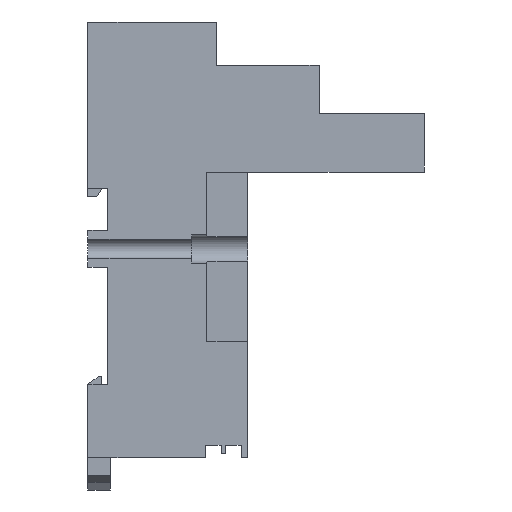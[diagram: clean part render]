
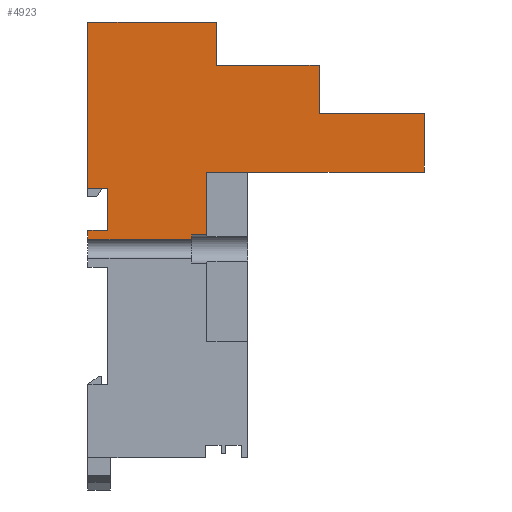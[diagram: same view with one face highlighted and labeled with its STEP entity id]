
A CAD part, left-side view. The second image highlights one B-rep face of the part: STEP entity #4923.
In plain terms, the highlighted planar face has unit normal (-1, 0, 0).
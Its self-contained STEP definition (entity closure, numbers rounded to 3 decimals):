
#2446=CARTESIAN_POINT('POINT159',(-13.462,-3.556,3.353))
   ;
#2447=VERTEX_POINT('VERTEX159',#2446);
#2454=CARTESIAN_POINT('POINT160',(-13.462,-3.556,10.998)
   );
#2455=VERTEX_POINT('VERTEX160',#2454);
#2456=CARTESIAN_POINT('POS283',(-13.462,-3.556,4.413));
#2457=DIRECTION('DIR374',(0.,0.,-1.));
#2458=VECTOR('VEC192',#2457,25.4);
#2459=LINE('STRAIGHT192',#2456,#2458);
#2460=EDGE_CURVE('EDGE236',#2455,#2447,#2459,.T.);
#2494=CARTESIAN_POINT('POINT162',(-13.462,0.,
   10.998));
#2495=VERTEX_POINT('VERTEX162',#2494);
#2496=CARTESIAN_POINT('POS288',(-13.462,-6.718,10.998))
   ;
#2497=DIRECTION('DIR380',(0.,-1.,
   0.));
#2498=VECTOR('VEC196',#2497,25.4);
#2499=LINE('STRAIGHT196',#2496,#2498);
#2500=EDGE_CURVE('EDGE240',#2495,#2455,#2499,.T.);
#2517=CARTESIAN_POINT('POINT163',(-13.462,0.,
   41.148));
#2518=VERTEX_POINT('VERTEX163',#2517);
#2519=CARTESIAN_POINT('POS290',(-13.462,0.,
   1.651));
#2520=DIRECTION('DIR383',(0.,0.,
   1.));
#2521=VECTOR('VEC197',#2520,25.4);
#2522=LINE('STRAIGHT197',#2519,#2521);
#2523=EDGE_CURVE('EDGE242',#2495,#2518,#2522,.T.);
#2568=CARTESIAN_POINT('POINT166',(-13.462,-23.317,41.148
   ));
#2569=VERTEX_POINT('VERTEX166',#2568);
#2570=CARTESIAN_POINT('POS296',(-13.462,0.,
   41.148));
#2571=DIRECTION('DIR390',(0.,-1.,
   0.));
#2572=VECTOR('VEC202',#2571,25.4);
#2573=LINE('STRAIGHT202',#2570,#2572);
#2574=EDGE_CURVE('EDGE248',#2518,#2569,#2573,.T.);
#2600=CARTESIAN_POINT('POINT167',(-13.462,-23.317,
   33.299));
#2601=VERTEX_POINT('VERTEX167',#2600);
#2602=CARTESIAN_POINT('POS298',(-13.462,-23.317,41.148))
   ;
#2603=DIRECTION('DIR393',(0.,0.,
   -1.));
#2604=VECTOR('VEC203',#2603,25.4);
#2605=LINE('STRAIGHT203',#2602,#2604);
#2606=EDGE_CURVE('EDGE250',#2569,#2601,#2605,.T.);
#2658=CARTESIAN_POINT('POINT170',(-13.462,-41.91,33.299)
   );
#2659=VERTEX_POINT('VERTEX170',#2658);
#2660=CARTESIAN_POINT('POS304',(-13.462,0.,
   33.299));
#2661=DIRECTION('DIR400',(0.,-1.,
   0.));
#2662=VECTOR('VEC208',#2661,25.4);
#2663=LINE('STRAIGHT208',#2660,#2662);
#2664=EDGE_CURVE('EDGE256',#2601,#2659,#2663,.T.);
#2686=CARTESIAN_POINT('POINT171',(-13.462,-41.91,24.587)
   );
#2687=VERTEX_POINT('VERTEX171',#2686);
#2688=CARTESIAN_POINT('POS306',(-13.462,-41.91,33.299));
#2689=DIRECTION('DIR403',(0.,0.,
   -1.));
#2690=VECTOR('VEC209',#2689,25.4);
#2691=LINE('STRAIGHT209',#2688,#2690);
#2692=EDGE_CURVE('EDGE258',#2659,#2687,#2691,.T.);
#2874=CARTESIAN_POINT('POINT182',(-13.462,-60.96,24.587)
   );
#2875=VERTEX_POINT('VERTEX182',#2874);
#2876=CARTESIAN_POINT('POS326',(-13.462,0.,
   24.587));
#2877=DIRECTION('DIR429',(0.,-1.,
   0.));
#2878=VECTOR('VEC223',#2877,25.4);
#2879=LINE('STRAIGHT223',#2876,#2878);
#2880=EDGE_CURVE('EDGE277',#2687,#2875,#2879,.T.);
#2992=CARTESIAN_POINT('POINT188',(-13.462,-18.796,1.778))
   ;
#2993=VERTEX_POINT('VERTEX188',#2992);
#3000=CARTESIAN_POINT('POINT189',(-13.462,0.,
   1.778));
#3001=VERTEX_POINT('VERTEX189',#3000);
#3002=CARTESIAN_POINT('POS339',(-13.462,-5.829,1.778));
#3003=DIRECTION('DIR448',(0.,-1.,
   0.));
#3004=VECTOR('VEC230',#3003,25.4);
#3005=LINE('STRAIGHT230',#3002,#3004);
#3006=EDGE_CURVE('EDGE289',#3001,#2993,#3005,.T.);
#3136=CARTESIAN_POINT('POINT199',(-13.462,0.,
   3.353));
#3137=VERTEX_POINT('VERTEX199',#3136);
#3138=CARTESIAN_POINT('POS356',(-13.462,-6.718,3.353));
#3139=DIRECTION('DIR473',(0.,1.,
   0.));
#3140=VECTOR('VEC239',#3139,25.4);
#3141=LINE('STRAIGHT239',#3138,#3140);
#3142=EDGE_CURVE('EDGE302',#2447,#3137,#3141,.T.);
#4706=CARTESIAN_POINT('POINT320',(-13.462,-18.796,2.54));
#4707=VERTEX_POINT('VERTEX320',#4706);
#4714=CARTESIAN_POINT('POS544',(-13.462,-18.796,
   0.826));
#4715=DIRECTION('DIR714',(0.,0.,1.));
#4716=VECTOR('VEC374',#4715,25.4);
#4717=LINE('STRAIGHT374',#4714,#4716);
#4718=EDGE_CURVE('EDGE460',#2993,#4707,#4717,.T.);
#4731=CARTESIAN_POINT('POINT321',(-13.462,-21.565,2.54))
   ;
#4732=VERTEX_POINT('VERTEX321',#4731);
#4741=CARTESIAN_POINT('POS547',(-13.462,-36.309,2.54));
#4742=DIRECTION('DIR718',(0.,-1.,
   0.));
#4743=VECTOR('VEC376',#4742,25.4);
#4744=LINE('STRAIGHT376',#4741,#4743);
#4745=EDGE_CURVE('EDGE462',#4707,#4732,#4744,.T.);
#4774=CARTESIAN_POINT('POS551',(-13.462,-21.565,
   0.114));
#4775=DIRECTION('DIR724',(0.,0.,1.));
#4776=VECTOR('VEC378',#4775,25.4);
#4777=LINE('STRAIGHT378',#4774,#4776);
#4873=CARTESIAN_POINT('POINT332',(-13.462,-21.565,
   13.945));
#4874=VERTEX_POINT('VERTEX332',#4873);
#4881=EDGE_CURVE('EDGE477',#4732,#4874,#4777,.T.);
#4887=ORIENTED_EDGE('COEDGE801',*,*,#3142,.T.);
#4888=EDGE_CURVE('EDGE478',#3001,#3137,#2522,.T.);
#4889=ORIENTED_EDGE('COEDGE802',*,*,#4888,.F.);
#4890=ORIENTED_EDGE('COEDGE803',*,*,#3006,.T.);
#4891=ORIENTED_EDGE('COEDGE804',*,*,#4718,.T.);
#4892=ORIENTED_EDGE('COEDGE805',*,*,#4745,.T.);
#4893=ORIENTED_EDGE('COEDGE806',*,*,#4881,.T.);
#4894=CARTESIAN_POINT('POINT333',(-13.462,-60.96,13.945)
   );
#4895=VERTEX_POINT('VERTEX333',#4894);
#4896=CARTESIAN_POINT('POS563',(-13.462,-60.96,13.945));
#4897=DIRECTION('DIR739',(0.,1.,
   0.));
#4898=VECTOR('VEC387',#4897,25.4);
#4899=LINE('STRAIGHT387',#4896,#4898);
#4900=EDGE_CURVE('EDGE479',#4895,#4874,#4899,.T.);
#4901=ORIENTED_EDGE('COEDGE807',*,*,#4900,.F.);
#4902=CARTESIAN_POINT('POS564',(-13.462,-60.96,24.587));
#4903=DIRECTION('DIR740',(0.,0.,
   -1.));
#4904=VECTOR('VEC388',#4903,25.4);
#4905=LINE('STRAIGHT388',#4902,#4904);
#4906=EDGE_CURVE('EDGE480',#2875,#4895,#4905,.T.);
#4907=ORIENTED_EDGE('COEDGE808',*,*,#4906,.F.);
#4908=ORIENTED_EDGE('COEDGE809',*,*,#2880,.F.);
#4909=ORIENTED_EDGE('COEDGE810',*,*,#2692,.F.);
#4910=ORIENTED_EDGE('COEDGE811',*,*,#2664,.F.);
#4911=ORIENTED_EDGE('COEDGE812',*,*,#2606,.F.);
#4912=ORIENTED_EDGE('COEDGE813',*,*,#2574,.F.);
#4913=ORIENTED_EDGE('COEDGE814',*,*,#2523,.F.);
#4914=ORIENTED_EDGE('COEDGE815',*,*,#2500,.T.);
#4915=ORIENTED_EDGE('COEDGE816',*,*,#2460,.T.);
#4916=EDGE_LOOP('NONE',(#4887,#4889,#4890,#4891,#4892,#4893,#4901,#4907,
   #4908,#4909,#4910,#4911,#4912,#4913,#4914,#4915));
#4917=FACE_BOUND('LOOP1',#4916,.T.);
#4918=CARTESIAN_POINT('POS565',(-13.462,-11.659,1.651));
#4919=DIRECTION('DIR741',(1.,0.,
   0.));
#4920=DIRECTION('DIR742',(0.,1.,
   0.));
#4921=AXIS2_PLACEMENT_3D('AXIS177',#4918,#4919,#4920);
#4922=PLANE('PLANE141',#4921);
#4923=ADVANCED_FACE('FACE172',(#4917),#4922,.F.);
